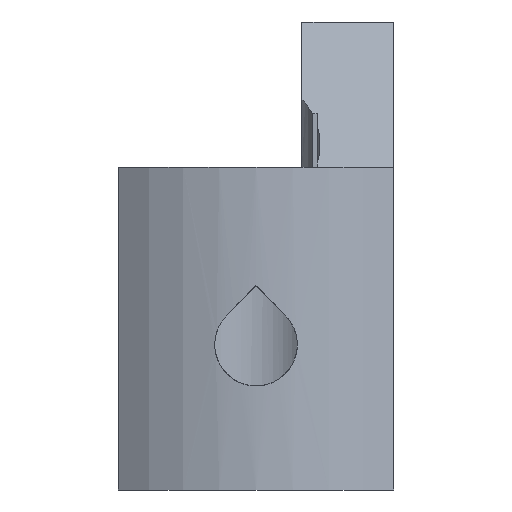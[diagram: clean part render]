
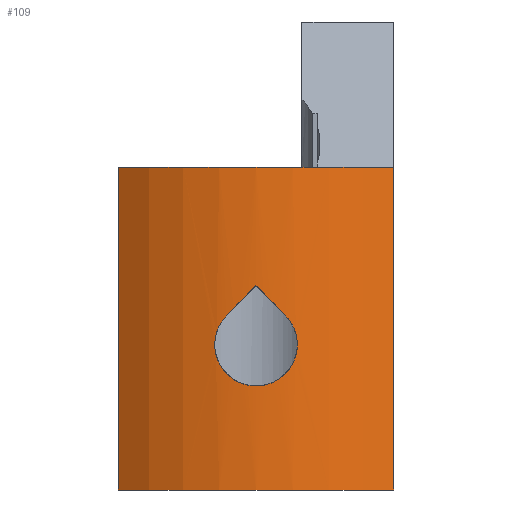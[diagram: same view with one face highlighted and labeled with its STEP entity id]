
A CAD part, left-side view. The second image highlights one B-rep face of the part: STEP entity #109.
In plain terms, the highlighted cylindrical face has radius 15 mm (diameter 30 mm), a partial arc.
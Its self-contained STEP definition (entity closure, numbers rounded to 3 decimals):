
#109 = ADVANCED_FACE( '', ( #242, #243 ), #244, .T. );
#242 = FACE_BOUND( '', #439, .T. );
#243 = FACE_OUTER_BOUND( '', #440, .T. );
#244 = CYLINDRICAL_SURFACE( '', #441, 15. );
#439 = EDGE_LOOP( '', ( #882, #883, #884 ) );
#440 = EDGE_LOOP( '', ( #885, #886, #887, #888 ) );
#441 = AXIS2_PLACEMENT_3D( '', #889, #890, #891 );
#882 = ORIENTED_EDGE( '', *, *, #1498, .F. );
#883 = ORIENTED_EDGE( '', *, *, #1513, .F. );
#884 = ORIENTED_EDGE( '', *, *, #1510, .F. );
#885 = ORIENTED_EDGE( '', *, *, #1593, .F. );
#886 = ORIENTED_EDGE( '', *, *, #1548, .F. );
#887 = ORIENTED_EDGE( '', *, *, #1441, .T. );
#888 = ORIENTED_EDGE( '', *, *, #1570, .T. );
#889 = CARTESIAN_POINT( '', ( 0., 0., 85.149 ) );
#890 = DIRECTION( '', ( 0., 0., 1. ) );
#891 = DIRECTION( '', ( -1., 0., 0. ) );
#1441 = EDGE_CURVE( '', #1738, #1743, #1745, .T. );
#1498 = EDGE_CURVE( '', #1847, #1850, #1851, .F. );
#1510 = EDGE_CURVE( '', #1850, #1870, #1871, .T. );
#1513 = EDGE_CURVE( '', #1870, #1847, #1875, .F. );
#1548 = EDGE_CURVE( '', #1738, #1938, #1939, .F. );
#1570 = EDGE_CURVE( '', #1743, #1973, #1975, .F. );
#1593 = EDGE_CURVE( '', #1938, #1973, #2015, .T. );
#1738 = VERTEX_POINT( '', #2233 );
#1743 = VERTEX_POINT( '', #2239 );
#1745 = CIRCLE( '', #2242, 15. );
#1847 = VERTEX_POINT( '', #2495 );
#1850 = VERTEX_POINT( '', #2499 );
#1851 = ELLIPSE( '', #2500, 21.593, 15. );
#1870 = VERTEX_POINT( '', #2571 );
#1871 = B_SPLINE_CURVE_WITH_KNOTS( '', 3, ( #2572, #2573, #2574, #2575, #2576, #2577, #2578, #2579, #2580, #2581, #2582, #2583, #2584, #2585, #2586, #2587, #2588, #2589, #2590, #2591, #2592, #2593, #2594, #2595, #2596, #2597, #2598, #2599, #2600, #2601, #2602, #2603, #2604, #2605, #2606, #2607, #2608, #2609, #2610, #2611, #2612, #2613, #2614, #2615, #2616, #2617 ), .UNSPECIFIED., .F., .F., ( 4, 2, 2, 2, 2, 2, 2, 2, 2, 2, 2, 2, 2, 2, 2, 2, 2, 2, 2, 2, 2, 2, 4 ), ( 0., 0.001, 0.001, 0.002, 0.002, 0.002, 0.003, 0.004, 0.004, 0.005, 0.006, 0.006, 0.007, 0.007, 0.008, 0.008, 0.009, 0.009, 0.01, 0.011, 0.011, 0.012, 0.013 ), .UNSPECIFIED. );
#1875 = ELLIPSE( '', #2622, 21.593, 15. );
#1938 = VERTEX_POINT( '', #2718 );
#1939 = LINE( '', #2719, #2720 );
#1973 = VERTEX_POINT( '', #2779 );
#1975 = LINE( '', #2782, #2783 );
#2015 = CIRCLE( '', #2841, 15. );
#2233 = CARTESIAN_POINT( '', ( -12., 9., 14.2 ) );
#2239 = CARTESIAN_POINT( '', ( -12., -9., 14.2 ) );
#2242 = AXIS2_PLACEMENT_3D( '', #3143, #3144, #3145 );
#2495 = CARTESIAN_POINT( '', ( -15., 0., 27.587 ) );
#2499 = CARTESIAN_POINT( '', ( -14.874, 1.942, 25.576 ) );
#2500 = AXIS2_PLACEMENT_3D( '', #3233, #3234, #3235 );
#2571 = CARTESIAN_POINT( '', ( -14.874, -1.942, 25.576 ) );
#2572 = CARTESIAN_POINT( '', ( -14.874, 1.942, 25.576 ) );
#2573 = CARTESIAN_POINT( '', ( -14.85, 2.126, 25.385 ) );
#2574 = CARTESIAN_POINT( '', ( -14.826, 2.279, 25.172 ) );
#2575 = CARTESIAN_POINT( '', ( -14.797, 2.46, 24.821 ) );
#2576 = CARTESIAN_POINT( '', ( -14.788, 2.512, 24.698 ) );
#2577 = CARTESIAN_POINT( '', ( -14.774, 2.597, 24.45 ) );
#2578 = CARTESIAN_POINT( '', ( -14.768, 2.63, 24.323 ) );
#2579 = CARTESIAN_POINT( '', ( -14.759, 2.678, 24.065 ) );
#2580 = CARTESIAN_POINT( '', ( -14.756, 2.693, 23.932 ) );
#2581 = CARTESIAN_POINT( '', ( -14.754, 2.703, 23.668 ) );
#2582 = CARTESIAN_POINT( '', ( -14.755, 2.698, 23.537 ) );
#2583 = CARTESIAN_POINT( '', ( -14.763, 2.655, 23.145 ) );
#2584 = CARTESIAN_POINT( '', ( -14.776, 2.587, 22.885 ) );
#2585 = CARTESIAN_POINT( '', ( -14.81, 2.382, 22.403 ) );
#2586 = CARTESIAN_POINT( '', ( -14.832, 2.243, 22.174 ) );
#2587 = CARTESIAN_POINT( '', ( -14.867, 1.992, 21.872 ) );
#2588 = CARTESIAN_POINT( '', ( -14.879, 1.901, 21.778 ) );
#2589 = CARTESIAN_POINT( '', ( -14.903, 1.705, 21.603 ) );
#2590 = CARTESIAN_POINT( '', ( -14.915, 1.6, 21.521 ) );
#2591 = CARTESIAN_POINT( '', ( -14.948, 1.272, 21.304 ) );
#2592 = CARTESIAN_POINT( '', ( -14.967, 1.032, 21.191 ) );
#2593 = CARTESIAN_POINT( '', ( -14.993, 0.526, 21.039 ) );
#2594 = CARTESIAN_POINT( '', ( -15., 0.267, 21. ) );
#2595 = CARTESIAN_POINT( '', ( -15., -0.265, 21. ) );
#2596 = CARTESIAN_POINT( '', ( -14.993, -0.525, 21.038 ) );
#2597 = CARTESIAN_POINT( '', ( -14.973, -0.904, 21.153 ) );
#2598 = CARTESIAN_POINT( '', ( -14.965, -1.029, 21.2 ) );
#2599 = CARTESIAN_POINT( '', ( -14.947, -1.267, 21.312 ) );
#2600 = CARTESIAN_POINT( '', ( -14.937, -1.381, 21.376 ) );
#2601 = CARTESIAN_POINT( '', ( -14.915, -1.599, 21.521 ) );
#2602 = CARTESIAN_POINT( '', ( -14.903, -1.705, 21.602 ) );
#2603 = CARTESIAN_POINT( '', ( -14.879, -1.901, 21.778 ) );
#2604 = CARTESIAN_POINT( '', ( -14.867, -1.991, 21.872 ) );
#2605 = CARTESIAN_POINT( '', ( -14.832, -2.242, 22.173 ) );
#2606 = CARTESIAN_POINT( '', ( -14.81, -2.382, 22.402 ) );
#2607 = CARTESIAN_POINT( '', ( -14.776, -2.587, 22.884 ) );
#2608 = CARTESIAN_POINT( '', ( -14.763, -2.655, 23.144 ) );
#2609 = CARTESIAN_POINT( '', ( -14.755, -2.698, 23.536 ) );
#2610 = CARTESIAN_POINT( '', ( -14.754, -2.703, 23.667 ) );
#2611 = CARTESIAN_POINT( '', ( -14.756, -2.693, 23.93 ) );
#2612 = CARTESIAN_POINT( '', ( -14.759, -2.679, 24.063 ) );
#2613 = CARTESIAN_POINT( '', ( -14.772, -2.607, 24.452 ) );
#2614 = CARTESIAN_POINT( '', ( -14.787, -2.521, 24.702 ) );
#2615 = CARTESIAN_POINT( '', ( -14.826, -2.279, 25.172 ) );
#2616 = CARTESIAN_POINT( '', ( -14.85, -2.126, 25.385 ) );
#2617 = CARTESIAN_POINT( '', ( -14.874, -1.942, 25.576 ) );
#2622 = AXIS2_PLACEMENT_3D( '', #3256, #3257, #3258 );
#2718 = CARTESIAN_POINT( '', ( -12., 9., 35.278 ) );
#2719 = CARTESIAN_POINT( '', ( -12., 9., 85.149 ) );
#2720 = VECTOR( '', #3309, 1000. );
#2779 = CARTESIAN_POINT( '', ( -12., -9., 35.278 ) );
#2782 = CARTESIAN_POINT( '', ( -12., -9., 85.149 ) );
#2783 = VECTOR( '', #3335, 1000. );
#2841 = AXIS2_PLACEMENT_3D( '', #3369, #3370, #3371 );
#3143 = CARTESIAN_POINT( '', ( 0., 0., 14.2 ) );
#3144 = DIRECTION( '', ( 0., 0., 1. ) );
#3145 = DIRECTION( '', ( 1., 0., 0. ) );
#3233 = CARTESIAN_POINT( '', ( 0., 0., 27.587 ) );
#3234 = DIRECTION( '', ( 0., 0.719, 0.695 ) );
#3235 = DIRECTION( '', ( 0., 0.695, -0.719 ) );
#3256 = CARTESIAN_POINT( '', ( 0., 0., 27.587 ) );
#3257 = DIRECTION( '', ( 0., -0.719, 0.695 ) );
#3258 = DIRECTION( '', ( 0., -0.695, -0.719 ) );
#3309 = DIRECTION( '', ( 0., 0., -1. ) );
#3335 = DIRECTION( '', ( 0., 0., -1. ) );
#3369 = CARTESIAN_POINT( '', ( 0., 0., 35.278 ) );
#3370 = DIRECTION( '', ( 0., 0., 1. ) );
#3371 = DIRECTION( '', ( 1., 0., 0. ) );
